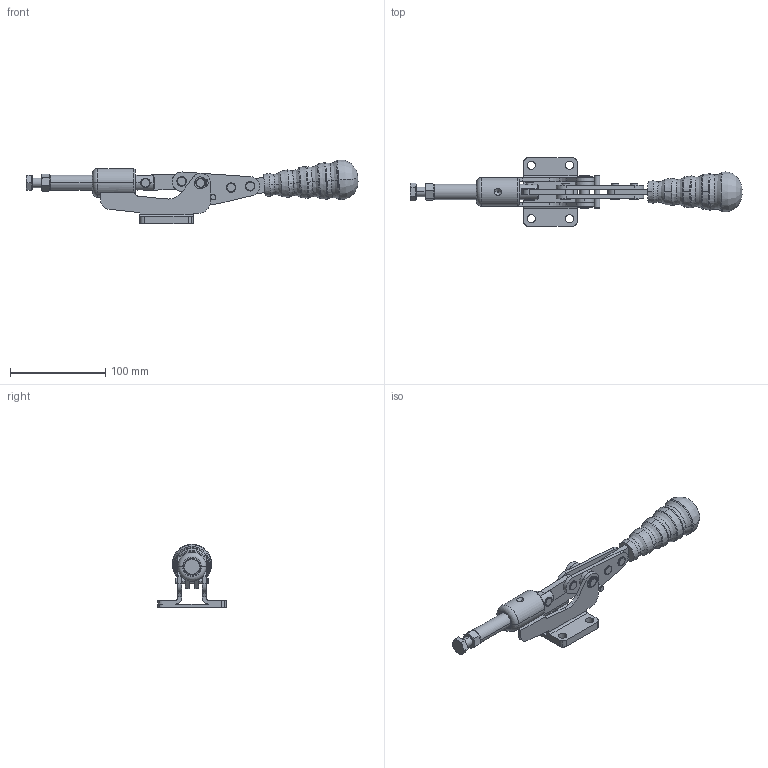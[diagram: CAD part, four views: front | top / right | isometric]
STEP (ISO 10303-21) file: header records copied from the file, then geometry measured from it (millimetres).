
FILE_DESCRIPTION((''),'2;1');
FILE_NAME('320.stp','2005-09-01T11:29:45',('CAD'),(''),'Autodesk Inventor 8','Autodesk Inventor 8','');
FILE_SCHEMA(('AUTOMOTIVE_DESIGN { 1 0 10303 214 1 1 1 1 }'));
Length unit declared in the file: millimetre
Products named in the file (1): Part18
Bounding box: 348.23 x 72 x 66.75 mm (x, y, z)
Volume: 200129 mm3; surface area: 60829.8 mm2
Topology: 1 solids, 4 shells, 391 faces, 1018 edges, 647 vertices
Faces by surface type: cylinder 117, plane 106, bspline 86, cone 56, torus 24, sphere 2
Entity records: 13654 total; most frequent: CARTESIAN_POINT 4033, DIRECTION 2098, ORIENTED_EDGE 2012, EDGE_CURVE 1006, AXIS2_PLACEMENT_3D 841, VERTEX_POINT 647, CIRCLE 535, EDGE_LOOP 447
